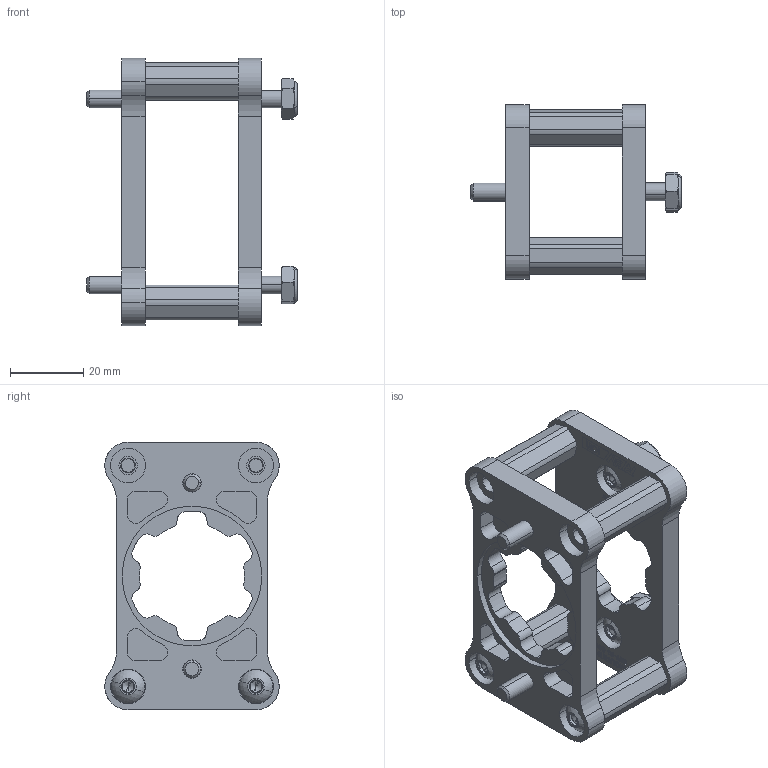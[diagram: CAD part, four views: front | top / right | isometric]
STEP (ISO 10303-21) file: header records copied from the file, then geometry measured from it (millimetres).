
FILE_DESCRIPTION (( 'STEP AP214' ), '1' );
FILE_NAME ('REV-21-3663_4Post.STEP', '2025-11-25T21:09:47', ( '' ), ( '' ), 'SwSTEP 2.0', 'SolidWorks 2022', '' );
FILE_SCHEMA (( 'AUTOMOTIVE_DESIGN' ));
Length unit declared in the file: millimetre
Products named in the file (5): REV-29-1016; #10 Button Head Cap Screws_0.500 Long; REV-21-3663_P01; REV-21-3663_4Post; #10 Threaded Standoffs_01.000in Long
Assembly tree (18 placements, depth 2):
  REV-21-3663_4Post
    REV-21-3663_P01  x2
    #10 Threaded Standoffs_01.000in Long  x4
    #10 Button Head Cap Screws_0.500 Long  x10
    REV-29-1016  x2
Bounding box: 57.38 x 47.6 x 73 mm (x, y, z)
Volume: 32603.4 mm3; surface area: 25655.4 mm2
Topology: 20 solids, 20 shells, 1798 faces, 4616 edges, 2984 vertices
Faces by surface type: plane 1106, cylinder 286, bspline 244, cone 138, sphere 20, torus 4
Entity records: 38067 total; most frequent: CARTESIAN_POINT 13673, ORIENTED_EDGE 4008, DIRECTION 3315, EDGE_CURVE 2004, VECTOR 1451, LINE 1451, VERTEX_POINT 1324, AXIS2_PLACEMENT_3D 932
